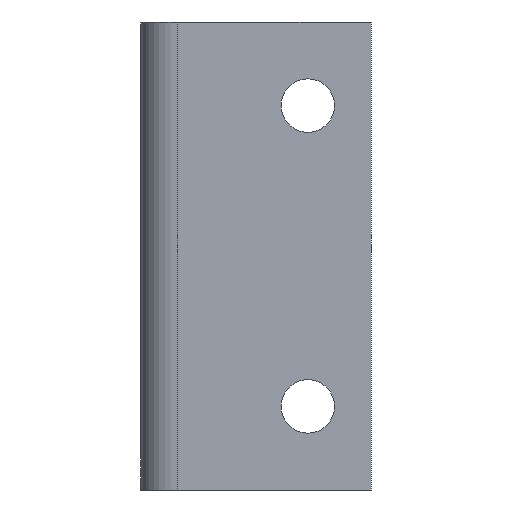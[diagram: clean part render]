
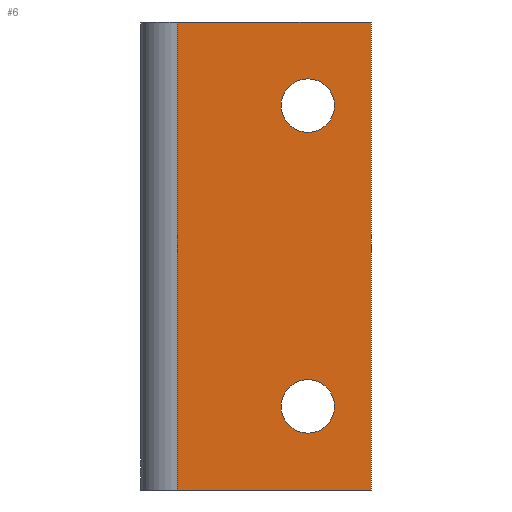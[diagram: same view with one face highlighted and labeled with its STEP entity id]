
A CAD part, front view. The second image highlights one B-rep face of the part: STEP entity #6.
In plain terms, the highlighted planar face has unit normal (0, -1, 0).
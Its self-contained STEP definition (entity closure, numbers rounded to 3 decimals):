
#6 = ADVANCED_FACE ( 'NONE', ( #224, #215, #243 ), #146, .F. ) ;
#37 = CARTESIAN_POINT ( 'NONE',  ( 50., 0., 123. ) ) ;
#42 = CARTESIAN_POINT ( 'NONE',  ( 69., 0., 0. ) ) ;
#47 = CARTESIAN_POINT ( 'NONE',  ( 11., 0., 140. ) ) ;
#48 = CARTESIAN_POINT ( 'NONE',  ( 69., 0., 140. ) ) ;
#54 = CARTESIAN_POINT ( 'NONE',  ( 11., 0., 0. ) ) ;
#57 = CARTESIAN_POINT ( 'NONE',  ( 50., 0., 107. ) ) ;
#59 = CARTESIAN_POINT ( 'NONE',  ( 50., 0., 17. ) ) ;
#68 = CARTESIAN_POINT ( 'NONE',  ( 50., 0., 33. ) ) ;
#70 = VERTEX_POINT ( 'NONE', #68 ) ;
#94 = VERTEX_POINT ( 'NONE', #59 ) ;
#99 = VERTEX_POINT ( 'NONE', #57 ) ;
#106 = VERTEX_POINT ( 'NONE', #54 ) ;
#116 = VERTEX_POINT ( 'NONE', #48 ) ;
#122 = VERTEX_POINT ( 'NONE', #47 ) ;
#138 = VERTEX_POINT ( 'NONE', #42 ) ;
#143 = DIRECTION ( 'NONE',  ( 0., 0., 1. ) ) ;
#144 = DIRECTION ( 'NONE',  ( 0., 1., 0. ) ) ;
#145 = CARTESIAN_POINT ( 'NONE',  ( 0., 0., 140. ) ) ;
#146 = PLANE ( 'NONE',  #648 ) ;
#155 = VERTEX_POINT ( 'NONE', #37 ) ;
#163 = VECTOR ( 'NONE', #477, 1000. ) ;
#174 = CIRCLE ( 'NONE', #610, 8. ) ;
#186 = ORIENTED_EDGE ( 'NONE', *, *, #659, .F. ) ;
#197 = ORIENTED_EDGE ( 'NONE', *, *, #651, .T. ) ;
#205 = ORIENTED_EDGE ( 'NONE', *, *, #592, .T. ) ;
#206 = ORIENTED_EDGE ( 'NONE', *, *, #640, .T. ) ;
#215 = FACE_BOUND ( 'NONE', #350, .T. ) ;
#224 = FACE_BOUND ( 'NONE', #371, .T. ) ;
#227 = CIRCLE ( 'NONE', #617, 8. ) ;
#229 = CIRCLE ( 'NONE', #598, 8. ) ;
#238 = CIRCLE ( 'NONE', #616, 8. ) ;
#243 = FACE_OUTER_BOUND ( 'NONE', #373, .T. ) ;
#248 = VECTOR ( 'NONE', #441, 1000. ) ;
#260 = LINE ( 'NONE', #453, #261 ) ;
#261 = VECTOR ( 'NONE', #580, 1000. ) ;
#268 = LINE ( 'NONE', #508, #248 ) ;
#275 = ORIENTED_EDGE ( 'NONE', *, *, #639, .F. ) ;
#282 = LINE ( 'NONE', #543, #294 ) ;
#294 = VECTOR ( 'NONE', #544, 1000. ) ;
#302 = LINE ( 'NONE', #446, #163 ) ;
#330 = ORIENTED_EDGE ( 'NONE', *, *, #629, .T. ) ;
#339 = ORIENTED_EDGE ( 'NONE', *, *, #632, .T. ) ;
#350 = EDGE_LOOP ( 'NONE', ( #206, #397 ) ) ;
#371 = EDGE_LOOP ( 'NONE', ( #339, #330 ) ) ;
#373 = EDGE_LOOP ( 'NONE', ( #186, #197, #205, #275 ) ) ;
#397 = ORIENTED_EDGE ( 'NONE', *, *, #631, .T. ) ;
#441 = DIRECTION ( 'NONE',  ( 1., 0., 0. ) ) ;
#446 = CARTESIAN_POINT ( 'NONE',  ( 69., 0., 140. ) ) ;
#447 = DIRECTION ( 'NONE',  ( 0., 0., 1. ) ) ;
#453 = CARTESIAN_POINT ( 'NONE',  ( 11., 0., 140. ) ) ;
#477 = DIRECTION ( 'NONE',  ( 0., 0., -1. ) ) ;
#486 = DIRECTION ( 'NONE',  ( 0., 1., 0. ) ) ;
#498 = CARTESIAN_POINT ( 'NONE',  ( 50., 0., 25. ) ) ;
#508 = CARTESIAN_POINT ( 'NONE',  ( 0., 0., 140. ) ) ;
#526 = DIRECTION ( 'NONE',  ( 0., 1., 0. ) ) ;
#527 = DIRECTION ( 'NONE',  ( 0., 0., 1. ) ) ;
#528 = DIRECTION ( 'NONE',  ( 0., 1., 0. ) ) ;
#530 = CARTESIAN_POINT ( 'NONE',  ( 50., 0., 25. ) ) ;
#531 = DIRECTION ( 'NONE',  ( 0., 0., 1. ) ) ;
#532 = DIRECTION ( 'NONE',  ( 0., 1., 0. ) ) ;
#533 = CARTESIAN_POINT ( 'NONE',  ( 50., 0., 115. ) ) ;
#535 = DIRECTION ( 'NONE',  ( 0., 0., 1. ) ) ;
#543 = CARTESIAN_POINT ( 'NONE',  ( 0., 0., 0. ) ) ;
#544 = DIRECTION ( 'NONE',  ( 1., 0., 0. ) ) ;
#554 = CARTESIAN_POINT ( 'NONE',  ( 50., 0., 115. ) ) ;
#580 = DIRECTION ( 'NONE',  ( 0., 0., -1. ) ) ;
#592 = EDGE_CURVE ( 'NONE', #106, #138, #282, .T. ) ;
#598 = AXIS2_PLACEMENT_3D ( 'NONE', #498, #526, #535 ) ;
#610 = AXIS2_PLACEMENT_3D ( 'NONE', #554, #486, #447 ) ;
#616 = AXIS2_PLACEMENT_3D ( 'NONE', #533, #532, #531 ) ;
#617 = AXIS2_PLACEMENT_3D ( 'NONE', #530, #528, #527 ) ;
#629 = EDGE_CURVE ( 'NONE', #94, #70, #229, .T. ) ;
#631 = EDGE_CURVE ( 'NONE', #99, #155, #238, .T. ) ;
#632 = EDGE_CURVE ( 'NONE', #70, #94, #227, .T. ) ;
#639 = EDGE_CURVE ( 'NONE', #116, #138, #302, .T. ) ;
#640 = EDGE_CURVE ( 'NONE', #155, #99, #174, .T. ) ;
#648 = AXIS2_PLACEMENT_3D ( 'NONE', #145, #144, #143 ) ;
#651 = EDGE_CURVE ( 'NONE', #122, #106, #260, .T. ) ;
#659 = EDGE_CURVE ( 'NONE', #122, #116, #268, .T. ) ;
